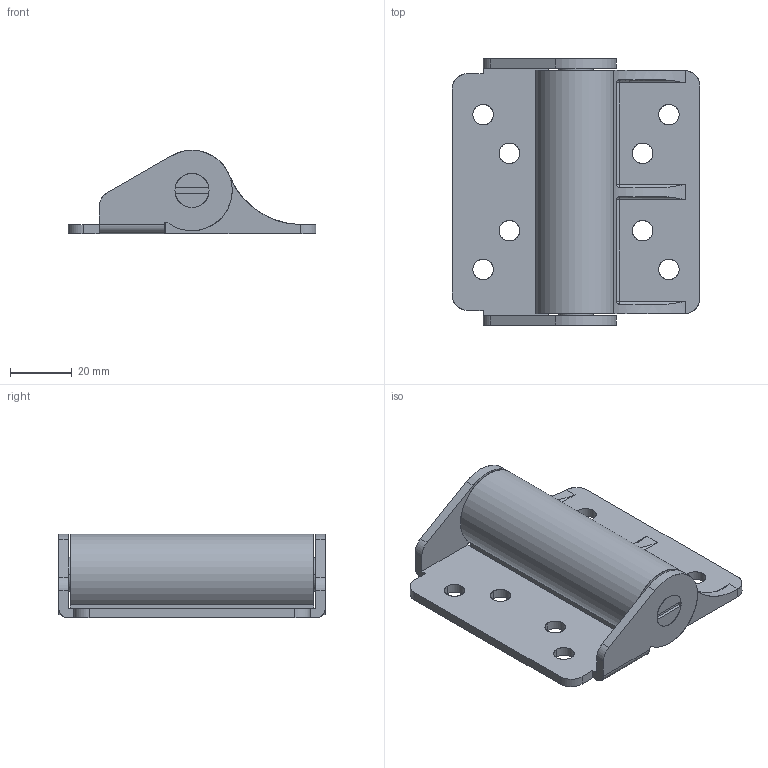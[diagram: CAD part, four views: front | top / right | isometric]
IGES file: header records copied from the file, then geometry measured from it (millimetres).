
Start section: SolidWorks IGES file using analytic representation for surfaces
Global section: file name: TH_136_2_100.IGS,15HSolidWorks; native system: 2015; preprocessor: SolidWorks 2015; author: Yoshitsune; date: 150522.111949; units: millimetre
Bounding box: 80 x 86 x 27 mm (x, y, z)
Surface area: 28191.5 mm2 (no closed solid volume)
Topology: 0 solids, 0 shells, 115 faces, 1812 edges, 1808 vertices
Faces by surface type: revolution 64, bspline 51
